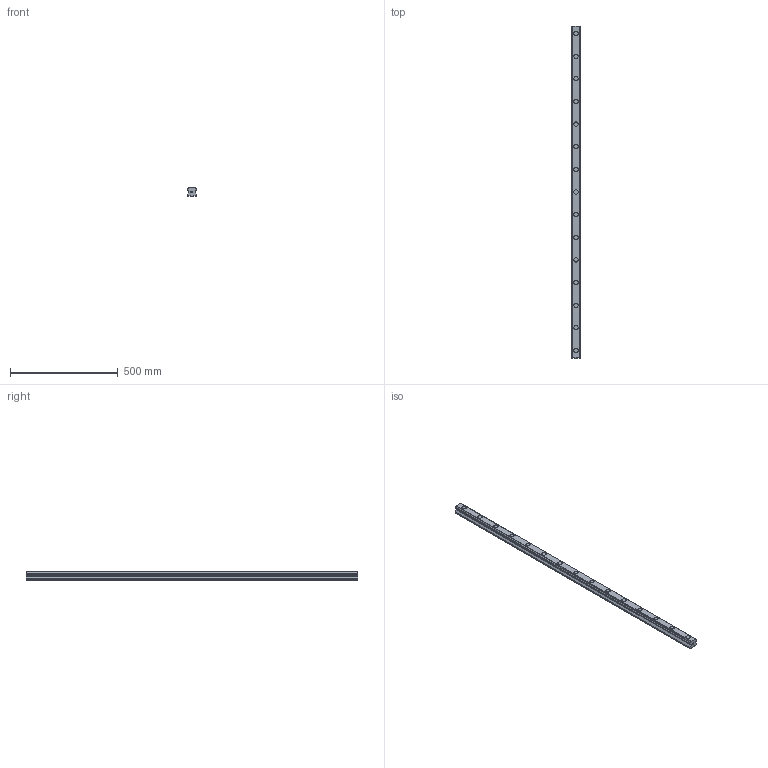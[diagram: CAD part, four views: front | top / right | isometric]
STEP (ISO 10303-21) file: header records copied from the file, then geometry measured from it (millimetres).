
FILE_DESCRIPTION(('STEP AP214'),'1');
FILE_NAME('cctmp_593F4E62-4CE5-430A-A83F-9A28C22CBADB_2020_10_29_12_20_2_611..stp','2020-10-29T11:20:02',('HIWIN GmbH'),('CADClick - www.CADClick.com'),'Spatial InterOp 3D',' ','unknown authorization');
FILE_SCHEMA(('AUTOMOTIVE_DESIGN'));
Length unit declared in the file: millimetre
Products named in the file (1): HGR45R1540H_FILE
Bounding box: 45 x 1540 x 38 mm (x, y, z)
Volume: 2068918.3 mm3; surface area: 300782.5 mm2
Topology: 1 solids, 1 shells, 232 faces, 543 edges, 362 vertices
Faces by surface type: plane 138, cylinder 94
Entity records: 8555 total; most frequent: DIRECTION 1197, CARTESIAN_POINT 1138, ORIENTED_EDGE 1086, EDGE_CURVE 543, AXIS2_PLACEMENT_3D 421, VERTEX_POINT 362, LINE 355, VECTOR 355
